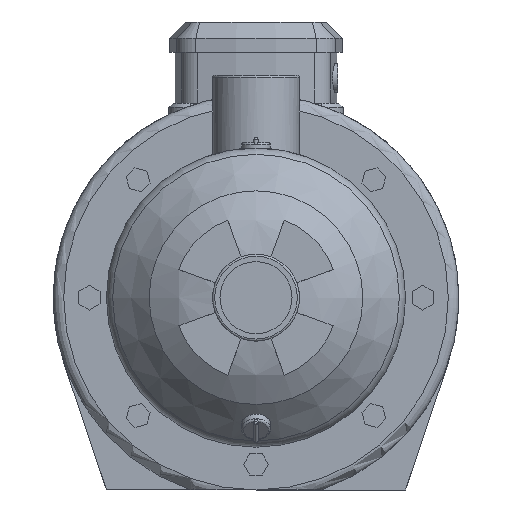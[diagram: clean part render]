
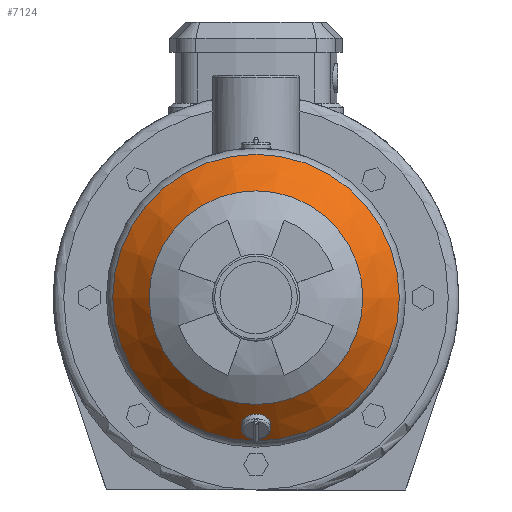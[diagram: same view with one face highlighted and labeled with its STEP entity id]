
A CAD part, left-side view. The second image highlights one B-rep face of the part: STEP entity #7124.
In plain terms, the highlighted conical face has half-angle 45 degrees and reference radius 60 mm.
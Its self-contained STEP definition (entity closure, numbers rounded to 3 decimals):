
#66=CONICAL_SURFACE('',#7591,60.,0.785);
#95=B_SPLINE_CURVE_WITH_KNOTS('',3,(#10697,#10698,#10699,#10700,#10701,
#10702,#10703,#10704,#10705,#10706,#10707,#10708,#10709,#10710,#10711,#10712,
#10713,#10714,#10715,#10716,#10717,#10718,#10719,#10720,#10721,#10722,#10723,
#10724,#10725,#10726,#10727,#10728,#10729,#10730,#10731,#10732,#10733,#10734,
#10735,#10736,#10737,#10738,#10739,#10740,#10741,#10742,#10743,#10744,#10745,
#10746,#10747,#10748,#10749,#10750,#10751,#10752,#10753,#10754,#10755,#10756,
#10757,#10758,#10759,#10760,#10761,#10762,#10763,#10764,#10765,#10766,#10767,
#10768,#10769,#10770,#10771,#10772,#10773,#10774,#10775,#10776,#10777,#10778),
 .UNSPECIFIED.,.T.,.F.,(4,3,3,3,3,3,3,3,3,3,3,3,3,3,3,3,3,3,3,3,3,3,3,3,
3,3,3,4),(0.,0.215,0.433,0.523,0.602,
0.82,0.961,1.07,1.151,1.369,
1.568,1.666,1.885,2.039,2.143,
2.22,2.424,2.577,2.677,2.881,
3.048,3.16,3.363,3.566,3.639,
3.842,4.044,4.071),.UNSPECIFIED.);
#1930=FACE_BOUND('',#2422,.T.);
#1931=FACE_BOUND('',#2423,.T.);
#1993=FACE_OUTER_BOUND('',#2421,.T.);
#2421=EDGE_LOOP('',(#5056,#5057));
#2422=EDGE_LOOP('',(#5058));
#2423=EDGE_LOOP('',(#5059));
#2875=CIRCLE('',#7590,67.071);
#2876=CIRCLE('',#7592,50.);
#2877=CIRCLE('',#7593,50.);
#3195=VERTEX_POINT('',#10689);
#3196=VERTEX_POINT('',#10692);
#3197=VERTEX_POINT('',#10693);
#3198=VERTEX_POINT('',#10696);
#3931=EDGE_CURVE('',#3195,#3195,#2875,.T.);
#3932=EDGE_CURVE('',#3196,#3197,#2876,.T.);
#3933=EDGE_CURVE('',#3197,#3196,#2877,.T.);
#3934=EDGE_CURVE('',#3198,#3198,#95,.T.);
#5056=ORIENTED_EDGE('',*,*,#3932,.F.);
#5057=ORIENTED_EDGE('',*,*,#3933,.F.);
#5058=ORIENTED_EDGE('',*,*,#3934,.T.);
#5059=ORIENTED_EDGE('',*,*,#3931,.F.);
#7124=ADVANCED_FACE('',(#1993,#1930,#1931),#66,.T.);
#7590=AXIS2_PLACEMENT_3D('',#10690,#8383,#8384);
#7591=AXIS2_PLACEMENT_3D('',#10691,#8385,#8386);
#7592=AXIS2_PLACEMENT_3D('',#10694,#8387,#8388);
#7593=AXIS2_PLACEMENT_3D('',#10695,#8389,#8390);
#8383=DIRECTION('center_axis',(1.,0.,0.));
#8384=DIRECTION('ref_axis',(0.,-1.,0.));
#8385=DIRECTION('center_axis',(1.,0.,0.));
#8386=DIRECTION('ref_axis',(0.,-1.,0.));
#8387=DIRECTION('center_axis',(-1.,0.,0.));
#8388=DIRECTION('ref_axis',(0.,-1.,0.));
#8389=DIRECTION('center_axis',(-1.,0.,0.));
#8390=DIRECTION('ref_axis',(0.,-1.,0.));
#10689=CARTESIAN_POINT('',(-129.404,67.071,90.));
#10690=CARTESIAN_POINT('Origin',(-129.404,0.,
90.));
#10691=CARTESIAN_POINT('Origin',(-136.475,0.,90.));
#10692=CARTESIAN_POINT('',(-146.475,50.,90.));
#10693=CARTESIAN_POINT('',(-146.475,-50.,90.));
#10694=CARTESIAN_POINT('Origin',(-146.475,0.,90.));
#10695=CARTESIAN_POINT('Origin',(-146.475,0.,90.));
#10696=CARTESIAN_POINT('',(-137.378,-6.728,31.287));
#10697=CARTESIAN_POINT('Ctrl Pts',(-137.378,-6.728,
31.287));
#10698=CARTESIAN_POINT('Ctrl Pts',(-136.871,-6.786,
30.784));
#10699=CARTESIAN_POINT('Ctrl Pts',(-136.339,-6.728,30.241));
#10700=CARTESIAN_POINT('Ctrl Pts',(-135.832,-6.542,
29.711));
#10701=CARTESIAN_POINT('Ctrl Pts',(-135.319,-6.352,
29.174));
#10702=CARTESIAN_POINT('Ctrl Pts',(-134.831,-6.032,
28.65));
#10703=CARTESIAN_POINT('Ctrl Pts',(-134.408,-5.613,
28.188));
#10704=CARTESIAN_POINT('Ctrl Pts',(-134.232,-5.439,
27.995));
#10705=CARTESIAN_POINT('Ctrl Pts',(-134.067,-5.249,
27.813));
#10706=CARTESIAN_POINT('Ctrl Pts',(-133.915,-5.047,
27.644));
#10707=CARTESIAN_POINT('Ctrl Pts',(-133.783,-4.872,
27.497));
#10708=CARTESIAN_POINT('Ctrl Pts',(-133.658,-4.685,
27.357));
#10709=CARTESIAN_POINT('Ctrl Pts',(-133.539,-4.484,
27.224));
#10710=CARTESIAN_POINT('Ctrl Pts',(-133.209,-3.927,
26.853));
#10711=CARTESIAN_POINT('Ctrl Pts',(-132.934,-3.266,
26.539));
#10712=CARTESIAN_POINT('Ctrl Pts',(-132.743,-2.556,
26.319));
#10713=CARTESIAN_POINT('Ctrl Pts',(-132.62,-2.097,
26.177));
#10714=CARTESIAN_POINT('Ctrl Pts',(-132.53,-1.617,
26.074));
#10715=CARTESIAN_POINT('Ctrl Pts',(-132.476,-1.135,
26.011));
#10716=CARTESIAN_POINT('Ctrl Pts',(-132.435,-0.761,
25.963));
#10717=CARTESIAN_POINT('Ctrl Pts',(-132.414,-0.386,
25.939));
#10718=CARTESIAN_POINT('Ctrl Pts',(-132.413,-0.021,
25.938));
#10719=CARTESIAN_POINT('Ctrl Pts',(-132.413,0.248,
25.938));
#10720=CARTESIAN_POINT('Ctrl Pts',(-132.423,0.52,
25.949));
#10721=CARTESIAN_POINT('Ctrl Pts',(-132.444,0.794,
25.974));
#10722=CARTESIAN_POINT('Ctrl Pts',(-132.502,1.538,26.041));
#10723=CARTESIAN_POINT('Ctrl Pts',(-132.645,2.291,26.208));
#10724=CARTESIAN_POINT('Ctrl Pts',(-132.869,2.98,26.464));
#10725=CARTESIAN_POINT('Ctrl Pts',(-133.073,3.61,26.698));
#10726=CARTESIAN_POINT('Ctrl Pts',(-133.344,4.188,27.006));
#10727=CARTESIAN_POINT('Ctrl Pts',(-133.656,4.674,27.355));
#10728=CARTESIAN_POINT('Ctrl Pts',(-133.81,4.915,27.527));
#10729=CARTESIAN_POINT('Ctrl Pts',(-133.972,5.132,27.707));
#10730=CARTESIAN_POINT('Ctrl Pts',(-134.15,5.337,27.904));
#10731=CARTESIAN_POINT('Ctrl Pts',(-134.546,5.793,28.341));
#10732=CARTESIAN_POINT('Ctrl Pts',(-135.014,6.166,28.848));
#10733=CARTESIAN_POINT('Ctrl Pts',(-135.517,6.408,29.379));
#10734=CARTESIAN_POINT('Ctrl Pts',(-135.871,6.578,29.754));
#10735=CARTESIAN_POINT('Ctrl Pts',(-136.243,6.686,30.14));
#10736=CARTESIAN_POINT('Ctrl Pts',(-136.616,6.728,30.52));
#10737=CARTESIAN_POINT('Ctrl Pts',(-136.868,6.757,30.777));
#10738=CARTESIAN_POINT('Ctrl Pts',(-137.12,6.757,31.031));
#10739=CARTESIAN_POINT('Ctrl Pts',(-137.367,6.729,31.276));
#10740=CARTESIAN_POINT('Ctrl Pts',(-137.548,6.709,31.457));
#10741=CARTESIAN_POINT('Ctrl Pts',(-137.734,6.674,31.639));
#10742=CARTESIAN_POINT('Ctrl Pts',(-137.921,6.623,31.822));
#10743=CARTESIAN_POINT('Ctrl Pts',(-138.417,6.486,32.305));
#10744=CARTESIAN_POINT('Ctrl Pts',(-138.921,6.232,32.784));
#10745=CARTESIAN_POINT('Ctrl Pts',(-139.384,5.875,33.212));
#10746=CARTESIAN_POINT('Ctrl Pts',(-139.729,5.61,33.532));
#10747=CARTESIAN_POINT('Ctrl Pts',(-140.052,5.288,33.824));
#10748=CARTESIAN_POINT('Ctrl Pts',(-140.335,4.933,34.078));
#10749=CARTESIAN_POINT('Ctrl Pts',(-140.523,4.699,34.245));
#10750=CARTESIAN_POINT('Ctrl Pts',(-140.691,4.455,34.394));
#10751=CARTESIAN_POINT('Ctrl Pts',(-140.852,4.186,34.535));
#10752=CARTESIAN_POINT('Ctrl Pts',(-141.178,3.639,34.82));
#10753=CARTESIAN_POINT('Ctrl Pts',(-141.454,2.998,35.057));
#10754=CARTESIAN_POINT('Ctrl Pts',(-141.645,2.318,35.219));
#10755=CARTESIAN_POINT('Ctrl Pts',(-141.801,1.76,35.351));
#10756=CARTESIAN_POINT('Ctrl Pts',(-141.899,1.176,35.434));
#10757=CARTESIAN_POINT('Ctrl Pts',(-141.939,0.604,
35.467));
#10758=CARTESIAN_POINT('Ctrl Pts',(-141.965,0.221,
35.489));
#10759=CARTESIAN_POINT('Ctrl Pts',(-141.966,-0.149,
35.49));
#10760=CARTESIAN_POINT('Ctrl Pts',(-141.943,-0.53,
35.471));
#10761=CARTESIAN_POINT('Ctrl Pts',(-141.901,-1.224,
35.436));
#10762=CARTESIAN_POINT('Ctrl Pts',(-141.772,-1.938,35.327));
#10763=CARTESIAN_POINT('Ctrl Pts',(-141.559,-2.603,35.146));
#10764=CARTESIAN_POINT('Ctrl Pts',(-141.348,-3.265,
34.966));
#10765=CARTESIAN_POINT('Ctrl Pts',(-141.055,-3.88,
34.713));
#10766=CARTESIAN_POINT('Ctrl Pts',(-140.72,-4.398,
34.419));
#10767=CARTESIAN_POINT('Ctrl Pts',(-140.598,-4.587,
34.312));
#10768=CARTESIAN_POINT('Ctrl Pts',(-140.471,-4.763,
34.199));
#10769=CARTESIAN_POINT('Ctrl Pts',(-140.334,-4.935,34.076));
#10770=CARTESIAN_POINT('Ctrl Pts',(-139.955,-5.409,
33.737));
#10771=CARTESIAN_POINT('Ctrl Pts',(-139.506,-5.822,
33.329));
#10772=CARTESIAN_POINT('Ctrl Pts',(-139.029,-6.125,
32.881));
#10773=CARTESIAN_POINT('Ctrl Pts',(-138.554,-6.426,
32.436));
#10774=CARTESIAN_POINT('Ctrl Pts',(-138.05,-6.619,
31.951));
#10775=CARTESIAN_POINT('Ctrl Pts',(-137.567,-6.701,
31.474));
#10776=CARTESIAN_POINT('Ctrl Pts',(-137.504,-6.712,
31.412));
#10777=CARTESIAN_POINT('Ctrl Pts',(-137.441,-6.721,
31.35));
#10778=CARTESIAN_POINT('Ctrl Pts',(-137.378,-6.728,
31.287));
